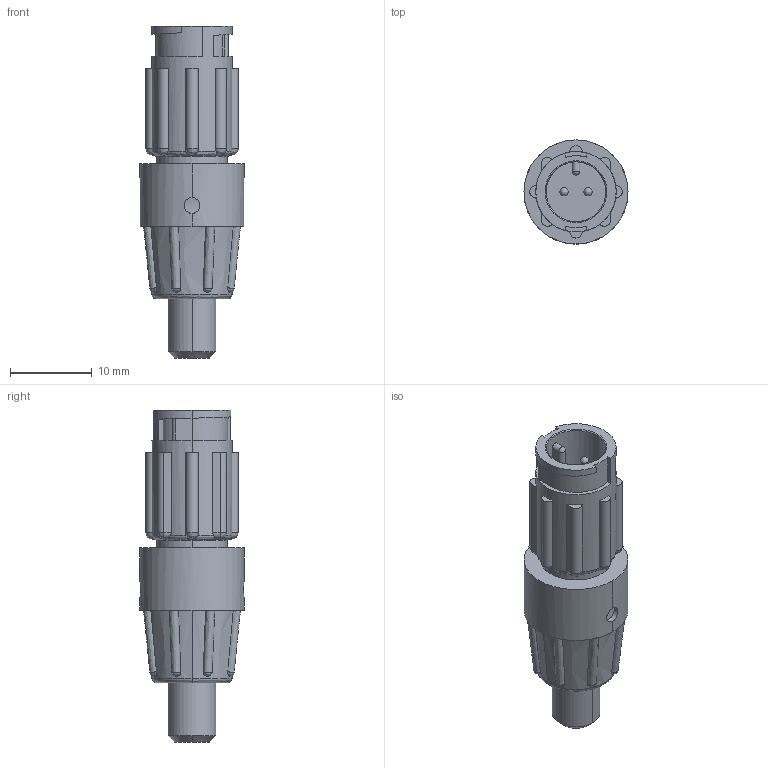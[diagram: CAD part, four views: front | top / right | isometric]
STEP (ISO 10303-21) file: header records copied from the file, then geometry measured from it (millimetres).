
FILE_DESCRIPTION (( 'STEP AP203' ), '1' );
FILE_NAME ('18282-2PG-315.STEP', '2013-04-02T13:10:25', ( '21FPBF1' ), ( 'Conxall' ), 'SwSTEP 2.0', 'SolidWorks 2012', '' );
FILE_SCHEMA (( 'CONFIG_CONTROL_DESIGN' ));
Length unit declared in the file: inch
Products named in the file (1): 18282-2PG-315
Bounding box: 12.7 x 12.7 x 40.51 mm (x, y, z)
Volume: 2776.7 mm3; surface area: 2026.1 mm2
Topology: 1 solids, 1 shells, 150 faces, 462 edges, 306 vertices
Faces by surface type: plane 56, cylinder 50, bspline 40, cone 4
Entity records: 11247 total; most frequent: CARTESIAN_POINT 7538, ORIENTED_EDGE 896, DIRECTION 599, EDGE_CURVE 448, VERTEX_POINT 306, AXIS2_PLACEMENT_3D 240, B_SPLINE_CURVE_WITH_KNOTS 190, EDGE_LOOP 156
